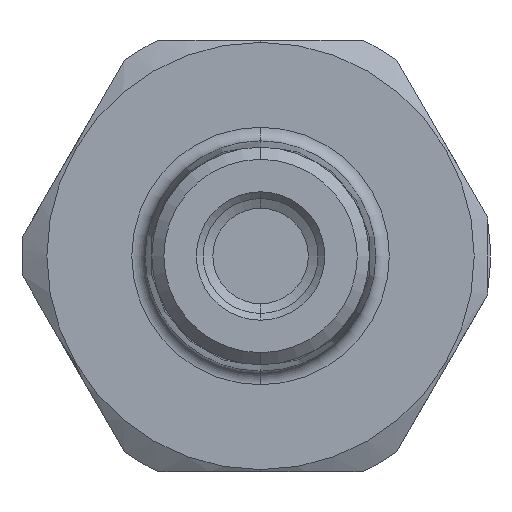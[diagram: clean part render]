
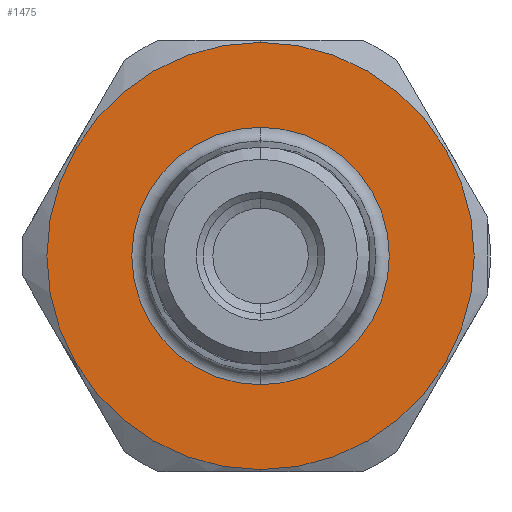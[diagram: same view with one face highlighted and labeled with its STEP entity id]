
A CAD part, front view. The second image highlights one B-rep face of the part: STEP entity #1475.
In plain terms, the highlighted planar face has unit normal (0, -1, 0).
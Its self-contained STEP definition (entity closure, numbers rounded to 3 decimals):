
#26 = EDGE_CURVE ( 'NONE', #4337, #944, #1306, .T. ) ;
#229 = DIRECTION ( 'NONE',  ( 0., 1., 0. ) ) ;
#386 = DIRECTION ( 'NONE',  ( 0., 0., -1. ) ) ;
#482 = ORIENTED_EDGE ( 'NONE', *, *, #1335, .T. ) ;
#486 = AXIS2_PLACEMENT_3D ( 'NONE', #3544, #1031, #1373 ) ;
#611 = DIRECTION ( 'NONE',  ( 0., -1., 0. ) ) ;
#735 = CARTESIAN_POINT ( 'NONE',  ( 0., 10., 0. ) ) ;
#850 = CIRCLE ( 'NONE', #2397, 9.4 ) ;
#944 = VERTEX_POINT ( 'NONE', #4385 ) ;
#1031 = DIRECTION ( 'NONE',  ( 0., -1., 0. ) ) ;
#1085 = EDGE_LOOP ( 'NONE', ( #1115, #482 ) ) ;
#1115 = ORIENTED_EDGE ( 'NONE', *, *, #1256, .T. ) ;
#1256 = EDGE_CURVE ( 'NONE', #1419, #3783, #3609, .T. ) ;
#1293 = CARTESIAN_POINT ( 'NONE',  ( 0., 10., -9.4 ) ) ;
#1306 = CIRCLE ( 'NONE', #4376, 5.665 ) ;
#1335 = EDGE_CURVE ( 'NONE', #3783, #1419, #850, .T. ) ;
#1373 = DIRECTION ( 'NONE',  ( 0., 0., -1. ) ) ;
#1419 = VERTEX_POINT ( 'NONE', #1293 ) ;
#1454 = DIRECTION ( 'NONE',  ( 0., -1., 0. ) ) ;
#1475 = ADVANCED_FACE ( 'NONE', ( #1733, #3943 ), #4546, .T. ) ;
#1679 = CARTESIAN_POINT ( 'NONE',  ( 9.4, 10., 0. ) ) ;
#1711 = DIRECTION ( 'NONE',  ( 0., 0., -1. ) ) ;
#1733 = FACE_BOUND ( 'NONE', #2135, .T. ) ;
#2000 = CARTESIAN_POINT ( 'NONE',  ( 0., 10., 0. ) ) ;
#2135 = EDGE_LOOP ( 'NONE', ( #2846, #2808 ) ) ;
#2343 = EDGE_CURVE ( 'NONE', #944, #4337, #3782, .T. ) ;
#2386 = DIRECTION ( 'NONE',  ( 0., 0., -1. ) ) ;
#2397 = AXIS2_PLACEMENT_3D ( 'NONE', #735, #1454, #386 ) ;
#2596 = AXIS2_PLACEMENT_3D ( 'NONE', #3836, #229, #2741 ) ;
#2741 = DIRECTION ( 'NONE',  ( 0., 0., -1. ) ) ;
#2793 = CARTESIAN_POINT ( 'NONE',  ( 0., 10., 5.665 ) ) ;
#2808 = ORIENTED_EDGE ( 'NONE', *, *, #26, .T. ) ;
#2846 = ORIENTED_EDGE ( 'NONE', *, *, #2343, .T. ) ;
#3118 = AXIS2_PLACEMENT_3D ( 'NONE', #1679, #611, #2386 ) ;
#3544 = CARTESIAN_POINT ( 'NONE',  ( 0., 10., 0. ) ) ;
#3609 = CIRCLE ( 'NONE', #486, 9.4 ) ;
#3782 = CIRCLE ( 'NONE', #2596, 5.665 ) ;
#3783 = VERTEX_POINT ( 'NONE', #4399 ) ;
#3836 = CARTESIAN_POINT ( 'NONE',  ( 0., 10., 0. ) ) ;
#3943 = FACE_OUTER_BOUND ( 'NONE', #1085, .T. ) ;
#4337 = VERTEX_POINT ( 'NONE', #2793 ) ;
#4376 = AXIS2_PLACEMENT_3D ( 'NONE', #2000, #4555, #1711 ) ;
#4385 = CARTESIAN_POINT ( 'NONE',  ( 0., 10., -5.665 ) ) ;
#4399 = CARTESIAN_POINT ( 'NONE',  ( 0., 10., 9.4 ) ) ;
#4546 = PLANE ( 'NONE',  #3118 ) ;
#4555 = DIRECTION ( 'NONE',  ( 0., 1., 0. ) ) ;
